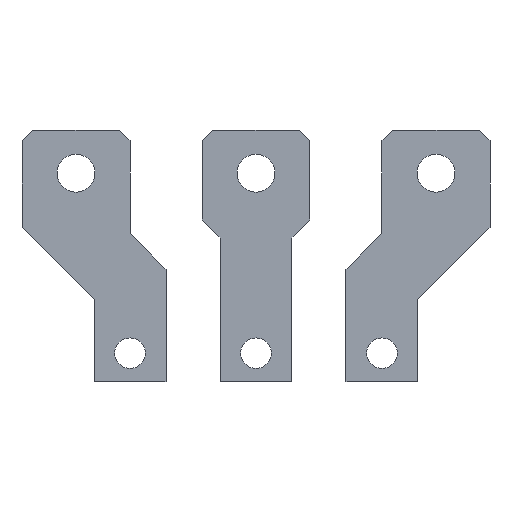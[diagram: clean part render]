
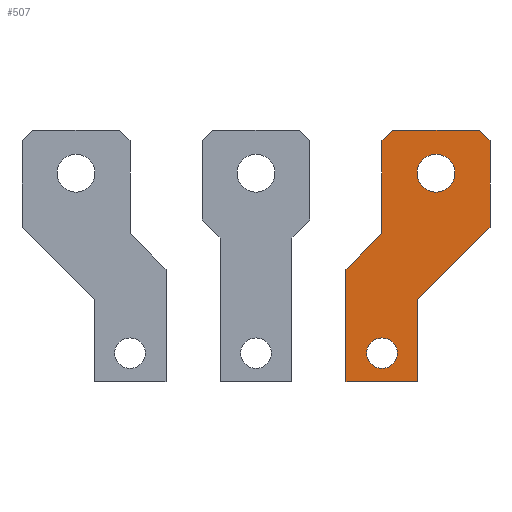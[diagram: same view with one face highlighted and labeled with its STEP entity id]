
A CAD part, front view. The second image highlights one B-rep face of the part: STEP entity #507.
In plain terms, the highlighted planar face has unit normal (0, -1, 0).
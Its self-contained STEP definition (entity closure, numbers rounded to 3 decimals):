
#349=AXIS2_PLACEMENT_3D('Circle Axis2P3D',#347,#348,$) ;
#384=AXIS2_PLACEMENT_3D('Circle Axis2P3D',#382,#383,$) ;
#406=AXIS2_PLACEMENT_3D('Circle Axis2P3D',#404,#405,$) ;
#441=AXIS2_PLACEMENT_3D('Circle Axis2P3D',#439,#440,$) ;
#485=AXIS2_PLACEMENT_3D('Plane Axis2P3D',#482,#483,#484) ;
#43=CARTESIAN_POINT('Vertex',(38.,25.,126.)) ;
#57=CARTESIAN_POINT('Vertex',(35.,25.,123.)) ;
#60=CARTESIAN_POINT('Line Origine',(36.5,25.,124.5)) ;
#88=CARTESIAN_POINT('Vertex',(35.,25.,97.284)) ;
#91=CARTESIAN_POINT('Line Origine',(35.,25.,110.142)) ;
#119=CARTESIAN_POINT('Vertex',(25.,25.,87.284)) ;
#122=CARTESIAN_POINT('Line Origine',(30.,25.,92.284)) ;
#150=CARTESIAN_POINT('Vertex',(25.,25.,56.)) ;
#153=CARTESIAN_POINT('Line Origine',(25.,25.,71.642)) ;
#181=CARTESIAN_POINT('Vertex',(45.,25.,56.)) ;
#184=CARTESIAN_POINT('Line Origine',(35.,25.,56.)) ;
#212=CARTESIAN_POINT('Vertex',(45.,25.,79.)) ;
#215=CARTESIAN_POINT('Line Origine',(45.,25.,67.5)) ;
#243=CARTESIAN_POINT('Vertex',(65.,25.,99.)) ;
#246=CARTESIAN_POINT('Line Origine',(55.,25.,89.)) ;
#274=CARTESIAN_POINT('Vertex',(65.,25.,123.)) ;
#277=CARTESIAN_POINT('Line Origine',(65.,25.,111.)) ;
#305=CARTESIAN_POINT('Vertex',(62.,25.,126.)) ;
#308=CARTESIAN_POINT('Line Origine',(63.5,25.,124.5)) ;
#330=CARTESIAN_POINT('Line Origine',(50.,25.,126.)) ;
#347=CARTESIAN_POINT('Axis2P3D Location',(50.,25.,114.)) ;
#351=CARTESIAN_POINT('Vertex',(44.75,25.,114.)) ;
#353=CARTESIAN_POINT('Vertex',(55.25,25.,114.)) ;
#382=CARTESIAN_POINT('Axis2P3D Location',(50.,25.,114.)) ;
#404=CARTESIAN_POINT('Axis2P3D Location',(35.,25.,64.)) ;
#408=CARTESIAN_POINT('Vertex',(30.75,25.,64.)) ;
#410=CARTESIAN_POINT('Vertex',(39.25,25.,64.)) ;
#439=CARTESIAN_POINT('Axis2P3D Location',(35.,25.,64.)) ;
#482=CARTESIAN_POINT('Axis2P3D Location',(0.,25.,0.)) ;
#61=DIRECTION('Vector Direction',(0.707,0.,0.707)) ;
#92=DIRECTION('Vector Direction',(0.,0.,1.)) ;
#123=DIRECTION('Vector Direction',(0.707,0.,0.707)) ;
#154=DIRECTION('Vector Direction',(0.,0.,1.)) ;
#185=DIRECTION('Vector Direction',(-1.,0.,0.)) ;
#216=DIRECTION('Vector Direction',(0.,0.,-1.)) ;
#247=DIRECTION('Vector Direction',(-0.707,0.,-0.707)) ;
#278=DIRECTION('Vector Direction',(0.,0.,-1.)) ;
#309=DIRECTION('Vector Direction',(0.707,0.,-0.707)) ;
#331=DIRECTION('Vector Direction',(1.,0.,0.)) ;
#348=DIRECTION('Axis2P3D Direction',(0.,-1.,0.)) ;
#383=DIRECTION('Axis2P3D Direction',(0.,-1.,0.)) ;
#405=DIRECTION('Axis2P3D Direction',(0.,-1.,0.)) ;
#440=DIRECTION('Axis2P3D Direction',(0.,-1.,0.)) ;
#483=DIRECTION('Axis2P3D Direction',(0.,-1.,0.)) ;
#484=DIRECTION('Axis2P3D XDirection',(1.,0.,0.)) ;
#62=VECTOR('Line Direction',#61,1.) ;
#93=VECTOR('Line Direction',#92,1.) ;
#124=VECTOR('Line Direction',#123,1.) ;
#155=VECTOR('Line Direction',#154,1.) ;
#186=VECTOR('Line Direction',#185,1.) ;
#217=VECTOR('Line Direction',#216,1.) ;
#248=VECTOR('Line Direction',#247,1.) ;
#279=VECTOR('Line Direction',#278,1.) ;
#310=VECTOR('Line Direction',#309,1.) ;
#332=VECTOR('Line Direction',#331,1.) ;
#488=ORIENTED_EDGE('',*,*,#64,.T.) ;
#489=ORIENTED_EDGE('',*,*,#95,.T.) ;
#490=ORIENTED_EDGE('',*,*,#126,.T.) ;
#491=ORIENTED_EDGE('',*,*,#157,.T.) ;
#492=ORIENTED_EDGE('',*,*,#188,.T.) ;
#493=ORIENTED_EDGE('',*,*,#219,.T.) ;
#494=ORIENTED_EDGE('',*,*,#250,.T.) ;
#495=ORIENTED_EDGE('',*,*,#281,.T.) ;
#496=ORIENTED_EDGE('',*,*,#312,.T.) ;
#497=ORIENTED_EDGE('',*,*,#334,.T.) ;
#500=ORIENTED_EDGE('',*,*,#355,.F.) ;
#501=ORIENTED_EDGE('',*,*,#386,.F.) ;
#504=ORIENTED_EDGE('',*,*,#412,.F.) ;
#505=ORIENTED_EDGE('',*,*,#443,.F.) ;
#502=FACE_BOUND('',#499,.T.) ;
#506=FACE_BOUND('',#503,.T.) ;
#507=ADVANCED_FACE('Terminali anteriori prolungati divaricati ES superiori',(#498,#502,#506),#486,.T.) ;
#350=CIRCLE('generated circle',#349,5.25) ;
#385=CIRCLE('generated circle',#384,5.25) ;
#407=CIRCLE('generated circle',#406,4.25) ;
#442=CIRCLE('generated circle',#441,4.25) ;
#64=EDGE_CURVE('',#44,#58,#63,.F.) ;
#95=EDGE_CURVE('',#58,#89,#94,.F.) ;
#126=EDGE_CURVE('',#89,#120,#125,.F.) ;
#157=EDGE_CURVE('',#120,#151,#156,.F.) ;
#188=EDGE_CURVE('',#151,#182,#187,.F.) ;
#219=EDGE_CURVE('',#182,#213,#218,.F.) ;
#250=EDGE_CURVE('',#213,#244,#249,.F.) ;
#281=EDGE_CURVE('',#244,#275,#280,.F.) ;
#312=EDGE_CURVE('',#275,#306,#311,.F.) ;
#334=EDGE_CURVE('',#306,#44,#333,.F.) ;
#355=EDGE_CURVE('',#352,#354,#350,.T.) ;
#386=EDGE_CURVE('',#354,#352,#385,.T.) ;
#412=EDGE_CURVE('',#409,#411,#407,.T.) ;
#443=EDGE_CURVE('',#411,#409,#442,.T.) ;
#487=EDGE_LOOP('',(#488,#489,#490,#491,#492,#493,#494,#495,#496,#497)) ;
#499=EDGE_LOOP('',(#500,#501)) ;
#503=EDGE_LOOP('',(#504,#505)) ;
#498=FACE_OUTER_BOUND('',#487,.T.) ;
#63=LINE('Line',#60,#62) ;
#94=LINE('Line',#91,#93) ;
#125=LINE('Line',#122,#124) ;
#156=LINE('Line',#153,#155) ;
#187=LINE('Line',#184,#186) ;
#218=LINE('Line',#215,#217) ;
#249=LINE('Line',#246,#248) ;
#280=LINE('Line',#277,#279) ;
#311=LINE('Line',#308,#310) ;
#333=LINE('Line',#330,#332) ;
#486=PLANE('',#485) ;
#44=VERTEX_POINT('',#43) ;
#58=VERTEX_POINT('',#57) ;
#89=VERTEX_POINT('',#88) ;
#120=VERTEX_POINT('',#119) ;
#151=VERTEX_POINT('',#150) ;
#182=VERTEX_POINT('',#181) ;
#213=VERTEX_POINT('',#212) ;
#244=VERTEX_POINT('',#243) ;
#275=VERTEX_POINT('',#274) ;
#306=VERTEX_POINT('',#305) ;
#352=VERTEX_POINT('',#351) ;
#354=VERTEX_POINT('',#353) ;
#409=VERTEX_POINT('',#408) ;
#411=VERTEX_POINT('',#410) ;
